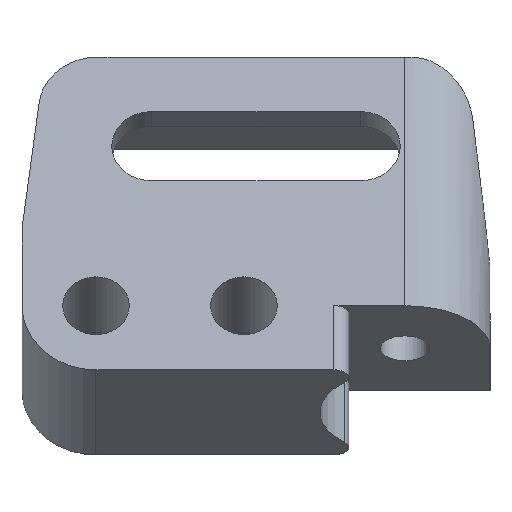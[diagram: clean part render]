
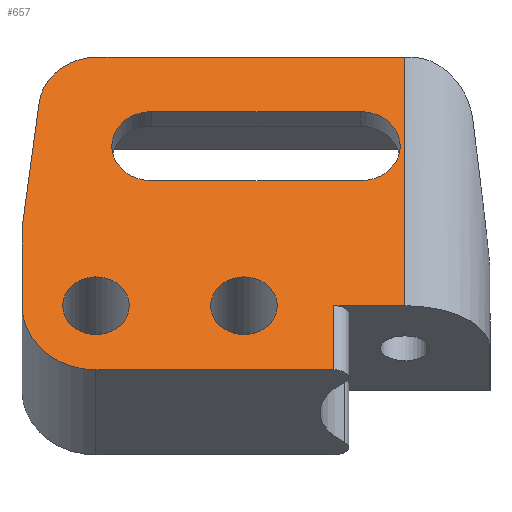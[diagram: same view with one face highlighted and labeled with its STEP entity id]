
A CAD part, left-side view. The second image highlights one B-rep face of the part: STEP entity #657.
In plain terms, the highlighted planar face has unit normal (-0.866, 0, 0.5).
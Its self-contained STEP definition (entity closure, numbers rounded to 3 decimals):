
#16=FACE_BOUND('',#123,.T.);
#17=FACE_BOUND('',#124,.T.);
#18=FACE_BOUND('',#125,.T.);
#31=CIRCLE('',#713,4.);
#33=CIRCLE('',#718,5.);
#34=CIRCLE('',#719,2.7);
#35=CIRCLE('',#720,2.7);
#36=CIRCLE('',#721,2.25);
#37=CIRCLE('',#722,2.25);
#60=PLANE('',#717);
#83=FACE_OUTER_BOUND('',#122,.T.);
#122=EDGE_LOOP('',(#474,#475,#476,#477,#478,#479,#480,#481,#482));
#123=EDGE_LOOP('',(#483,#484,#485,#486));
#124=EDGE_LOOP('',(#487));
#125=EDGE_LOOP('',(#488));
#168=LINE('',#1013,#223);
#173=LINE('',#1090,#228);
#175=LINE('',#1098,#230);
#176=LINE('',#1100,#231);
#177=LINE('',#1104,#232);
#178=LINE('',#1106,#233);
#179=LINE('',#1107,#234);
#180=LINE('',#1110,#235);
#181=LINE('',#1114,#236);
#223=VECTOR('',#786,10.);
#228=VECTOR('',#809,10.);
#230=VECTOR('',#817,10.);
#231=VECTOR('',#818,10.);
#232=VECTOR('',#821,10.);
#233=VECTOR('',#822,10.);
#234=VECTOR('',#823,10.);
#235=VECTOR('',#824,10.);
#236=VECTOR('',#827,10.);
#286=VERTEX_POINT('',#1010);
#287=VERTEX_POINT('',#1012);
#299=VERTEX_POINT('',#1085);
#300=VERTEX_POINT('',#1089);
#303=VERTEX_POINT('',#1097);
#304=VERTEX_POINT('',#1099);
#305=VERTEX_POINT('',#1101);
#306=VERTEX_POINT('',#1103);
#307=VERTEX_POINT('',#1105);
#308=VERTEX_POINT('',#1108);
#309=VERTEX_POINT('',#1109);
#310=VERTEX_POINT('',#1111);
#311=VERTEX_POINT('',#1113);
#312=VERTEX_POINT('',#1116);
#313=VERTEX_POINT('',#1118);
#351=EDGE_CURVE('',#287,#286,#168,.T.);
#365=EDGE_CURVE('',#299,#286,#31,.T.);
#367=EDGE_CURVE('',#287,#300,#173,.T.);
#371=EDGE_CURVE('',#299,#303,#175,.T.);
#372=EDGE_CURVE('',#303,#304,#176,.T.);
#373=EDGE_CURVE('',#305,#304,#33,.T.);
#374=EDGE_CURVE('',#306,#305,#177,.T.);
#375=EDGE_CURVE('',#307,#306,#178,.T.);
#376=EDGE_CURVE('',#300,#307,#179,.T.);
#377=EDGE_CURVE('',#308,#309,#180,.T.);
#378=EDGE_CURVE('',#310,#309,#34,.T.);
#379=EDGE_CURVE('',#310,#311,#181,.T.);
#380=EDGE_CURVE('',#308,#311,#35,.T.);
#381=EDGE_CURVE('',#312,#312,#36,.T.);
#382=EDGE_CURVE('',#313,#313,#37,.T.);
#474=ORIENTED_EDGE('',*,*,#365,.F.);
#475=ORIENTED_EDGE('',*,*,#371,.T.);
#476=ORIENTED_EDGE('',*,*,#372,.T.);
#477=ORIENTED_EDGE('',*,*,#373,.F.);
#478=ORIENTED_EDGE('',*,*,#374,.F.);
#479=ORIENTED_EDGE('',*,*,#375,.F.);
#480=ORIENTED_EDGE('',*,*,#376,.F.);
#481=ORIENTED_EDGE('',*,*,#367,.F.);
#482=ORIENTED_EDGE('',*,*,#351,.T.);
#483=ORIENTED_EDGE('',*,*,#377,.T.);
#484=ORIENTED_EDGE('',*,*,#378,.F.);
#485=ORIENTED_EDGE('',*,*,#379,.T.);
#486=ORIENTED_EDGE('',*,*,#380,.F.);
#487=ORIENTED_EDGE('',*,*,#381,.T.);
#488=ORIENTED_EDGE('',*,*,#382,.T.);
#657=ADVANCED_FACE('',(#83,#16,#17,#18),#60,.T.);
#713=AXIS2_PLACEMENT_3D('',#1086,#804,#805);
#717=AXIS2_PLACEMENT_3D('',#1096,#815,#816);
#718=AXIS2_PLACEMENT_3D('',#1102,#819,#820);
#719=AXIS2_PLACEMENT_3D('',#1112,#825,#826);
#720=AXIS2_PLACEMENT_3D('',#1115,#828,#829);
#721=AXIS2_PLACEMENT_3D('',#1117,#830,#831);
#722=AXIS2_PLACEMENT_3D('',#1119,#832,#833);
#786=DIRECTION('',(0.,1.,0.));
#804=DIRECTION('center_axis',(0.866,0.,-0.5));
#805=DIRECTION('ref_axis',(0.058,0.993,0.101));
#809=DIRECTION('',(-0.5,0.,-0.866));
#815=DIRECTION('center_axis',(-0.866,0.,0.5));
#816=DIRECTION('ref_axis',(-0.5,0.,-0.866));
#817=DIRECTION('',(-0.497,0.117,-0.86));
#818=DIRECTION('',(-0.5,0.,-0.866));
#819=DIRECTION('center_axis',(0.866,0.,-0.5));
#820=DIRECTION('ref_axis',(-0.354,0.707,-0.612));
#821=DIRECTION('',(0.,1.,0.));
#822=DIRECTION('',(-0.5,0.,-0.866));
#823=DIRECTION('',(0.,1.,0.));
#824=DIRECTION('',(0.,-1.,0.));
#825=DIRECTION('center_axis',(-0.866,0.,0.5));
#826=DIRECTION('ref_axis',(-0.354,-0.707,-0.612));
#827=DIRECTION('',(0.,1.,0.));
#828=DIRECTION('center_axis',(-0.866,0.,0.5));
#829=DIRECTION('ref_axis',(0.354,0.707,0.612));
#830=DIRECTION('center_axis',(0.866,0.,-0.5));
#831=DIRECTION('ref_axis',(0.,1.,0.));
#832=DIRECTION('center_axis',(0.866,0.,-0.5));
#833=DIRECTION('ref_axis',(0.,1.,0.));
#1010=CARTESIAN_POINT('',(-2.85,5.473,21.968));
#1012=CARTESIAN_POINT('',(-2.85,-15.267,21.968));
#1013=CARTESIAN_POINT('',(-2.85,-7.103,21.968));
#1085=CARTESIAN_POINT('',(-4.616,9.446,18.909));
#1086=CARTESIAN_POINT('Origin',(-4.85,5.473,18.504));
#1089=CARTESIAN_POINT('',(-12.55,-15.267,5.167));
#1090=CARTESIAN_POINT('',(-9.55,-15.267,10.363));
#1096=CARTESIAN_POINT('Origin',(-1.85,10.795,23.7));
#1097=CARTESIAN_POINT('',(-9.55,10.607,10.363));
#1098=CARTESIAN_POINT('',(-4.033,9.309,19.919));
#1099=CARTESIAN_POINT('',(-12.55,10.607,5.167));
#1100=CARTESIAN_POINT('',(-9.55,10.607,10.363));
#1101=CARTESIAN_POINT('',(-15.05,5.607,0.837));
#1102=CARTESIAN_POINT('Origin',(-12.55,5.607,5.167));
#1103=CARTESIAN_POINT('',(-15.05,-10.471,0.837));
#1104=CARTESIAN_POINT('',(-15.05,-15.267,0.837));
#1105=CARTESIAN_POINT('',(-12.55,-10.471,5.167));
#1106=CARTESIAN_POINT('',(-12.55,-10.471,5.167));
#1107=CARTESIAN_POINT('',(-12.55,2.795,5.167));
#1108=CARTESIAN_POINT('',(-4.975,1.845,18.287));
#1109=CARTESIAN_POINT('',(-4.975,-12.255,18.287));
#1110=CARTESIAN_POINT('',(-4.975,7.67,18.287));
#1111=CARTESIAN_POINT('',(-7.675,-12.255,13.611));
#1112=CARTESIAN_POINT('Origin',(-6.325,-12.255,15.949));
#1113=CARTESIAN_POINT('',(-7.675,1.845,13.611));
#1114=CARTESIAN_POINT('',(-7.675,-2.08,13.611));
#1115=CARTESIAN_POINT('Origin',(-6.325,1.845,15.949));
#1116=CARTESIAN_POINT('',(-12.55,3.357,5.167));
#1117=CARTESIAN_POINT('Origin',(-12.55,5.607,5.167));
#1118=CARTESIAN_POINT('',(-12.55,-6.643,5.167));
#1119=CARTESIAN_POINT('Origin',(-12.55,-4.393,5.167));
